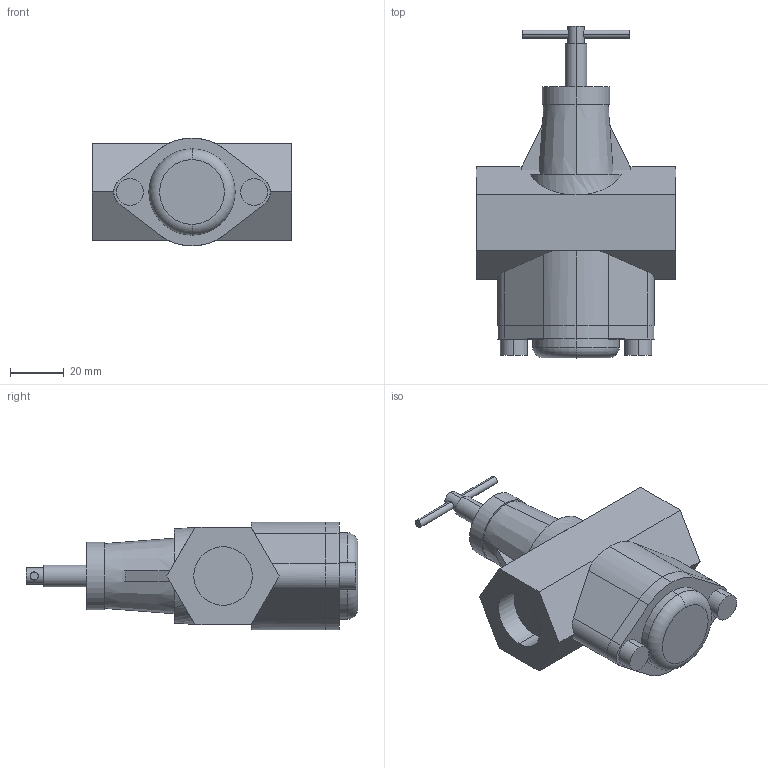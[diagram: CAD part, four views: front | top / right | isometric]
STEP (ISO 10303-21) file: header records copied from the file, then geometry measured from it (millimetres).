
FILE_DESCRIPTION (( 'STEP AP214' ), '1' );
FILE_NAME ('SC6S-06-15A.STEP', '2025-09-02T02:17:27', ( '' ), ( '' ), 'SwSTEP 2.0', 'SolidWorks 2023', '' );
FILE_SCHEMA (( 'AUTOMOTIVE_DESIGN' ));
Length unit declared in the file: millimetre
Products named in the file (1): SC6S-06-15A
Bounding box: 74 x 123 x 40 mm (x, y, z)
Volume: 144601 mm3; surface area: 24539.5 mm2
Topology: 2 solids, 2 shells, 81 faces, 194 edges, 127 vertices
Faces by surface type: plane 44, cylinder 30, bspline 3, torus 2, cone 2
Entity records: 2597 total; most frequent: CARTESIAN_POINT 690, DIRECTION 392, ORIENTED_EDGE 388, EDGE_CURVE 194, AXIS2_PLACEMENT_3D 147, VERTEX_POINT 127, VECTOR 98, LINE 98
